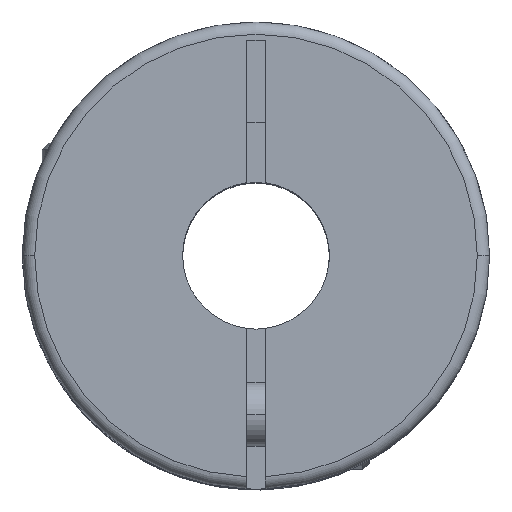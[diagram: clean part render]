
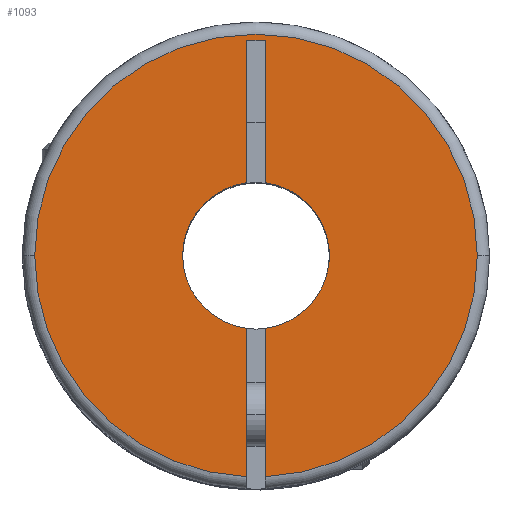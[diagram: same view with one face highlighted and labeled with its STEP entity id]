
A CAD part, top view. The second image highlights one B-rep face of the part: STEP entity #1093.
In plain terms, the highlighted planar face has unit normal (0, 0, 1).
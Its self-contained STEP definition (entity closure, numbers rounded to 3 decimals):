
#223 = ORIENTED_EDGE ( 'NONE', *, *, #2991, .F. ) ;
#241 = DIRECTION ( 'NONE',  ( -1., 0., 0. ) ) ;
#425 = EDGE_CURVE ( 'NONE', #3743, #2925, #3689, .T. ) ;
#498 = DIRECTION ( 'NONE',  ( -1., 0., 0. ) ) ;
#681 = LINE ( 'NONE', #3723, #940 ) ;
#694 = DIRECTION ( 'NONE',  ( 0., 1., 0. ) ) ;
#732 = DIRECTION ( 'NONE',  ( 0., 0., -1. ) ) ;
#735 = DIRECTION ( 'NONE',  ( -1., 0., 0. ) ) ;
#813 = DIRECTION ( 'NONE',  ( 0., 0., -1. ) ) ;
#822 = DIRECTION ( 'NONE',  ( 0., 0., -1. ) ) ;
#940 = VECTOR ( 'NONE', #2130, 1000. ) ;
#1030 = ORIENTED_EDGE ( 'NONE', *, *, #1859, .F. ) ;
#1069 = VERTEX_POINT ( 'NONE', #3806 ) ;
#1093 = ADVANCED_FACE ( 'NONE', ( #3782 ), #2478, .F. ) ;
#1179 = AXIS2_PLACEMENT_3D ( 'NONE', #3945, #1892, #241 ) ;
#1194 = EDGE_CURVE ( 'NONE', #3349, #3893, #1589, .T. ) ;
#1207 = CARTESIAN_POINT ( 'NONE',  ( -0.375, -9.042, 0. ) ) ;
#1314 = CARTESIAN_POINT ( 'NONE',  ( 9.05, 0., 0. ) ) ;
#1351 = DIRECTION ( 'NONE',  ( 0., -1., 0. ) ) ;
#1398 = CARTESIAN_POINT ( 'NONE',  ( -0.375, 8.8, 0. ) ) ;
#1414 = VERTEX_POINT ( 'NONE', #4186 ) ;
#1506 = ORIENTED_EDGE ( 'NONE', *, *, #1194, .T. ) ;
#1560 = CARTESIAN_POINT ( 'NONE',  ( -3., 0., 0. ) ) ;
#1582 = EDGE_CURVE ( 'NONE', #3743, #3349, #1642, .T. ) ;
#1589 = CIRCLE ( 'NONE', #1179, 3. ) ;
#1642 = CIRCLE ( 'NONE', #2983, 3. ) ;
#1647 = LINE ( 'NONE', #2713, #2119 ) ;
#1714 = ORIENTED_EDGE ( 'NONE', *, *, #2326, .F. ) ;
#1722 = ORIENTED_EDGE ( 'NONE', *, *, #1582, .T. ) ;
#1756 = EDGE_CURVE ( 'NONE', #2925, #3246, #3977, .T. ) ;
#1762 = DIRECTION ( 'NONE',  ( -1., 0., 0. ) ) ;
#1859 = EDGE_CURVE ( 'NONE', #1414, #3684, #681, .T. ) ;
#1892 = DIRECTION ( 'NONE',  ( 0., 0., -1. ) ) ;
#1893 = DIRECTION ( 'NONE',  ( 0., 1., 0. ) ) ;
#1998 = CARTESIAN_POINT ( 'NONE',  ( -0.375, 2.976, 0. ) ) ;
#2051 = ORIENTED_EDGE ( 'NONE', *, *, #4112, .T. ) ;
#2100 = CARTESIAN_POINT ( 'NONE',  ( -0.375, 8.8, 0. ) ) ;
#2119 = VECTOR ( 'NONE', #694, 1000. ) ;
#2130 = DIRECTION ( 'NONE',  ( -1., 0., 0. ) ) ;
#2165 = DIRECTION ( 'NONE',  ( 0., -1., 0. ) ) ;
#2167 = VECTOR ( 'NONE', #2300, 1000. ) ;
#2193 = EDGE_LOOP ( 'NONE', ( #4172, #4042, #1722, #1506, #1714, #1030, #4244, #2051, #223, #2761, #4072 ) ) ;
#2195 = CARTESIAN_POINT ( 'NONE',  ( -0.375, -2.976, 0. ) ) ;
#2226 = CIRCLE ( 'NONE', #2805, 9.05 ) ;
#2264 = LINE ( 'NONE', #2551, #3507 ) ;
#2291 = CIRCLE ( 'NONE', #2794, 3. ) ;
#2298 = DIRECTION ( 'NONE',  ( 0., 0., -1. ) ) ;
#2300 = DIRECTION ( 'NONE',  ( 0., -1., 0. ) ) ;
#2322 = CARTESIAN_POINT ( 'NONE',  ( 0., 0., 0. ) ) ;
#2326 = EDGE_CURVE ( 'NONE', #3684, #3893, #3267, .T. ) ;
#2348 = CARTESIAN_POINT ( 'NONE',  ( 0.375, -2.976, 0. ) ) ;
#2351 = AXIS2_PLACEMENT_3D ( 'NONE', #3747, #3392, #735 ) ;
#2363 = AXIS2_PLACEMENT_3D ( 'NONE', #3824, #822, #2165 ) ;
#2385 = VERTEX_POINT ( 'NONE', #2348 ) ;
#2478 = PLANE ( 'NONE',  #2363 ) ;
#2551 = CARTESIAN_POINT ( 'NONE',  ( 0.375, -9.55, 0. ) ) ;
#2713 = CARTESIAN_POINT ( 'NONE',  ( 0.375, -9.55, 0. ) ) ;
#2730 = EDGE_CURVE ( 'NONE', #3246, #3996, #2226, .T. ) ;
#2761 = ORIENTED_EDGE ( 'NONE', *, *, #2908, .F. ) ;
#2794 = AXIS2_PLACEMENT_3D ( 'NONE', #3067, #3417, #1762 ) ;
#2805 = AXIS2_PLACEMENT_3D ( 'NONE', #4165, #813, #3496 ) ;
#2908 = EDGE_CURVE ( 'NONE', #3996, #4318, #2941, .T. ) ;
#2925 = VERTEX_POINT ( 'NONE', #1207 ) ;
#2941 = CIRCLE ( 'NONE', #3575, 9.05 ) ;
#2983 = AXIS2_PLACEMENT_3D ( 'NONE', #2322, #2298, #498 ) ;
#2991 = EDGE_CURVE ( 'NONE', #4318, #2385, #2264, .T. ) ;
#3067 = CARTESIAN_POINT ( 'NONE',  ( 0., 0., 0. ) ) ;
#3183 = EDGE_CURVE ( 'NONE', #1069, #1414, #1647, .T. ) ;
#3246 = VERTEX_POINT ( 'NONE', #3682 ) ;
#3267 = LINE ( 'NONE', #3673, #2167 ) ;
#3349 = VERTEX_POINT ( 'NONE', #1560 ) ;
#3387 = CARTESIAN_POINT ( 'NONE',  ( 0., 0., 0. ) ) ;
#3392 = DIRECTION ( 'NONE',  ( 0., 0., -1. ) ) ;
#3407 = CARTESIAN_POINT ( 'NONE',  ( 0.375, -9.042, 0. ) ) ;
#3417 = DIRECTION ( 'NONE',  ( 0., 0., -1. ) ) ;
#3453 = DIRECTION ( 'NONE',  ( -1., 0., 0. ) ) ;
#3491 = VECTOR ( 'NONE', #1351, 1000. ) ;
#3496 = DIRECTION ( 'NONE',  ( -1., 0., 0. ) ) ;
#3507 = VECTOR ( 'NONE', #1893, 1000. ) ;
#3575 = AXIS2_PLACEMENT_3D ( 'NONE', #3387, #732, #3453 ) ;
#3673 = CARTESIAN_POINT ( 'NONE',  ( -0.375, 8.8, 0. ) ) ;
#3682 = CARTESIAN_POINT ( 'NONE',  ( -9.05, 0., 0. ) ) ;
#3684 = VERTEX_POINT ( 'NONE', #2100 ) ;
#3689 = LINE ( 'NONE', #1398, #3491 ) ;
#3723 = CARTESIAN_POINT ( 'NONE',  ( 0.375, 8.8, 0. ) ) ;
#3743 = VERTEX_POINT ( 'NONE', #2195 ) ;
#3747 = CARTESIAN_POINT ( 'NONE',  ( 0., 0., 0. ) ) ;
#3782 = FACE_OUTER_BOUND ( 'NONE', #2193, .T. ) ;
#3806 = CARTESIAN_POINT ( 'NONE',  ( 0.375, 2.976, 0. ) ) ;
#3824 = CARTESIAN_POINT ( 'NONE',  ( 0., 0., 0. ) ) ;
#3893 = VERTEX_POINT ( 'NONE', #1998 ) ;
#3945 = CARTESIAN_POINT ( 'NONE',  ( 0., 0., 0. ) ) ;
#3977 = CIRCLE ( 'NONE', #2351, 9.05 ) ;
#3996 = VERTEX_POINT ( 'NONE', #1314 ) ;
#4042 = ORIENTED_EDGE ( 'NONE', *, *, #425, .F. ) ;
#4072 = ORIENTED_EDGE ( 'NONE', *, *, #2730, .F. ) ;
#4112 = EDGE_CURVE ( 'NONE', #1069, #2385, #2291, .T. ) ;
#4165 = CARTESIAN_POINT ( 'NONE',  ( 0., 0., 0. ) ) ;
#4172 = ORIENTED_EDGE ( 'NONE', *, *, #1756, .F. ) ;
#4186 = CARTESIAN_POINT ( 'NONE',  ( 0.375, 8.8, 0. ) ) ;
#4244 = ORIENTED_EDGE ( 'NONE', *, *, #3183, .F. ) ;
#4318 = VERTEX_POINT ( 'NONE', #3407 ) ;
